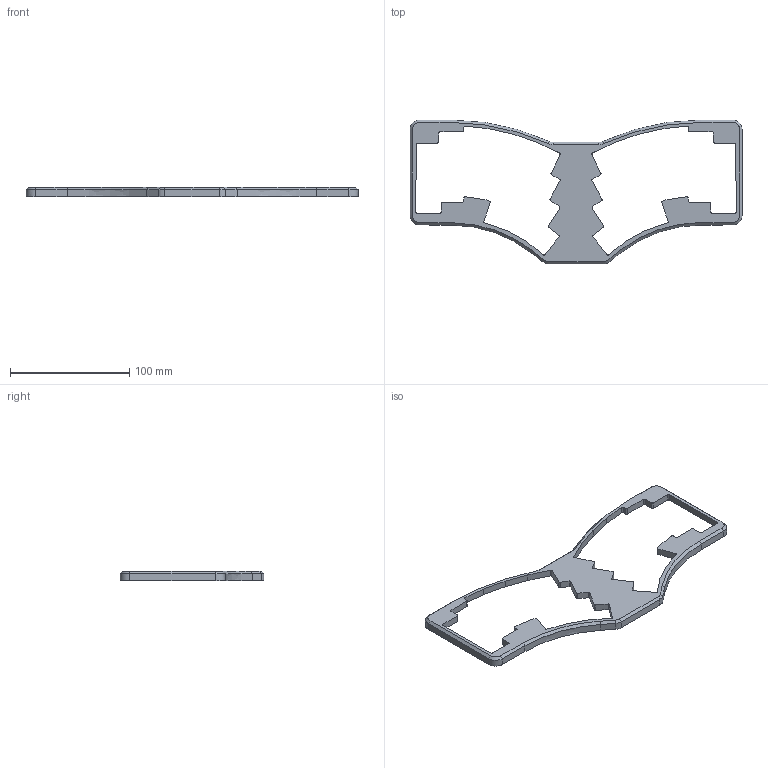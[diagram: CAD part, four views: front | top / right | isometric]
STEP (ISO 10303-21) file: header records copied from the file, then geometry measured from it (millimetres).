
FILE_DESCRIPTION(('FreeCAD Model'),'2;1');
FILE_NAME('Open CASCADE Shape Model','2024-07-22T00:44:33',(''),(''), 'Open CASCADE STEP processor 7.6','FreeCAD','Unknown');
FILE_SCHEMA(('AUTOMOTIVE_DESIGN { 1 0 10303 214 1 1 1 1 }'));
Length unit declared in the file: millimetre
Products named in the file (1): Top
Bounding box: 278.87 x 120.87 x 8 mm (x, y, z)
Volume: 61458.3 mm3; surface area: 30783.6 mm2
Topology: 1 solids, 1 shells, 251 faces, 698 edges, 458 vertices
Faces by surface type: bspline 124, extrusion 108, plane 11, cylinder 8
Full cylindrical faces by diameter (mm): 3 x8
Entity records: 31931 total; most frequent: CARTESIAN_POINT 21571, B_SPLINE_CURVE_WITH_KNOTS 1744, ORIENTED_EDGE 1396, PCURVE 1396, DEFINITIONAL_REPRESENTATION 1396, EDGE_CURVE 698, SURFACE_CURVE 690, DIRECTION 606
